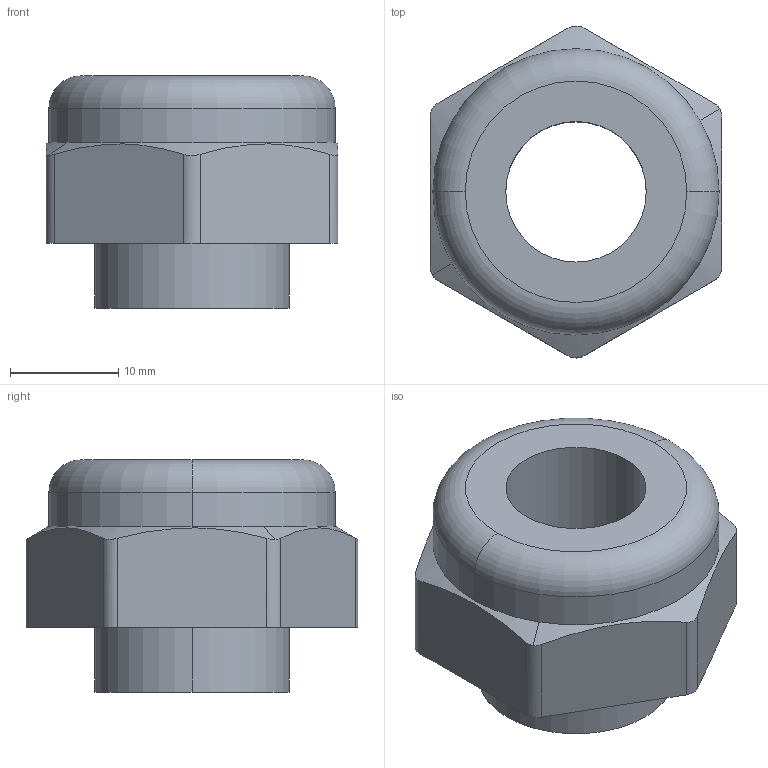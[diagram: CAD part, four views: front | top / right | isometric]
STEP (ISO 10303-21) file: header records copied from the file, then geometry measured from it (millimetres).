
FILE_DESCRIPTION(('CoCreate Modeling STEP Export'),'2;1');
FILE_NAME('CRQ 16.stp','2009-02-19T10:18:30',(''),(''),'CoCreate Modeling STEP processor for AP214 (Solid Model)','CoCreate Modeling 16.00A 16-Aug-2008 (C) Parametric Technology GmbH','');
FILE_SCHEMA(('AUTOMOTIVE_DESIGN { 1 0 10303 214 1 1 1 1 }'));
Length unit declared in the file: millimetre
Products named in the file (1): CRQ_16
Bounding box: 27 x 30.71 x 21.5 mm (x, y, z)
Volume: 7778.1 mm3; surface area: 3441.1 mm2
Topology: 1 solids, 1 shells, 25 faces, 64 edges, 42 vertices
Faces by surface type: cylinder 12, plane 9, cone 2, torus 2
Entity records: 1619 total; most frequent: CARTESIAN_POINT 829, ORIENTED_EDGE 128, DIRECTION 98, EDGE_CURVE 64, VERTEX_POINT 42, AXIS2_PLACEMENT_3D 36, EDGE_LOOP 28, VECTOR 26
